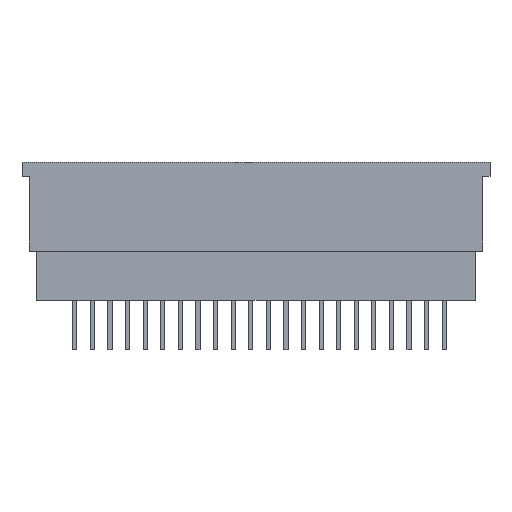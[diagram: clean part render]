
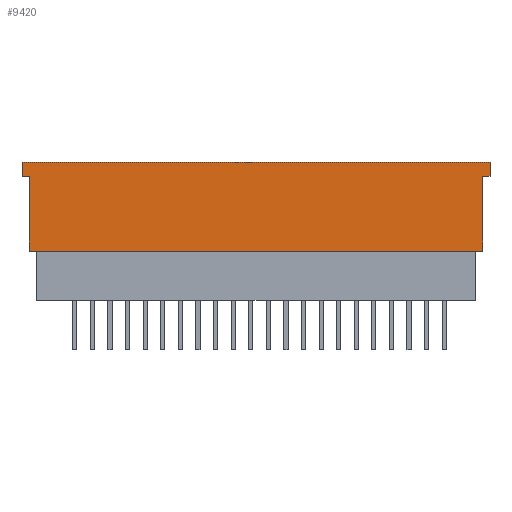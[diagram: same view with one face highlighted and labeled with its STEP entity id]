
A CAD part, front view. The second image highlights one B-rep face of the part: STEP entity #9420.
In plain terms, the highlighted planar face has unit normal (0, -1, 0).
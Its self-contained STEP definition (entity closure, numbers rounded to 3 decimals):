
#165=DIRECTION('',(-1.,0.,0.));
#166=VECTOR('',#165,32.25);
#167=CARTESIAN_POINT('',(16.125,-1.2,0.4));
#168=LINE('',#167,#166);
#1125=DIRECTION('',(0.,0.,-1.));
#1126=VECTOR('',#1125,1.);
#1127=CARTESIAN_POINT('',(16.625,-1.2,6.7));
#1128=LINE('',#1127,#1126);
#1137=DIRECTION('',(1.,0.,0.));
#1138=VECTOR('',#1137,0.5);
#1139=CARTESIAN_POINT('',(-16.625,-1.2,5.7));
#1140=LINE('',#1139,#1138);
#1181=DIRECTION('',(1.,0.,0.));
#1182=VECTOR('',#1181,0.5);
#1183=CARTESIAN_POINT('',(16.125,-1.2,5.7));
#1184=LINE('',#1183,#1182);
#1185=DIRECTION('',(0.,0.,-1.));
#1186=VECTOR('',#1185,5.3);
#1187=CARTESIAN_POINT('',(-16.125,-1.2,5.7));
#1188=LINE('',#1187,#1186);
#1189=DIRECTION('',(0.,0.,-1.));
#1190=VECTOR('',#1189,5.3);
#1191=CARTESIAN_POINT('',(16.125,-1.2,5.7));
#1192=LINE('',#1191,#1190);
#1193=DIRECTION('',(1.,0.,0.));
#1194=VECTOR('',#1193,33.25);
#1195=CARTESIAN_POINT('',(-16.625,-1.2,6.7));
#1196=LINE('',#1195,#1194);
#1213=DIRECTION('',(0.,0.,-1.));
#1214=VECTOR('',#1213,1.);
#1215=CARTESIAN_POINT('',(-16.625,-1.2,6.7));
#1216=LINE('',#1215,#1214);
#6265=CARTESIAN_POINT('',(-16.625,-1.2,5.7));
#6267=VERTEX_POINT('',#6265);
#6271=CARTESIAN_POINT('',(-16.625,-1.2,6.7));
#6272=VERTEX_POINT('',#6271);
#6277=CARTESIAN_POINT('',(16.625,-1.2,6.7));
#6278=CARTESIAN_POINT('',(16.625,-1.2,5.7));
#6279=VERTEX_POINT('',#6277);
#6280=VERTEX_POINT('',#6278);
#6282=CARTESIAN_POINT('',(16.125,-1.2,0.4));
#6284=VERTEX_POINT('',#6282);
#6285=CARTESIAN_POINT('',(-16.125,-1.2,0.4));
#6286=VERTEX_POINT('',#6285);
#6289=CARTESIAN_POINT('',(-16.125,-1.2,5.7));
#6291=VERTEX_POINT('',#6289);
#6293=CARTESIAN_POINT('',(16.125,-1.2,5.7));
#6294=VERTEX_POINT('',#6293);
#9403=CARTESIAN_POINT('',(-16.625,-1.2,6.7));
#9404=DIRECTION('',(0.,-1.,0.));
#9405=DIRECTION('',(0.,0.,-1.));
#9406=AXIS2_PLACEMENT_3D('',#9403,#9404,#9405);
#9407=PLANE('',#9406);
#9408=ORIENTED_EDGE('',*,*,#9384,.F.);
#9410=ORIENTED_EDGE('',*,*,#9409,.T.);
#9411=ORIENTED_EDGE('',*,*,#8287,.T.);
#9412=ORIENTED_EDGE('',*,*,#9396,.F.);
#9413=ORIENTED_EDGE('',*,*,#9331,.F.);
#9415=ORIENTED_EDGE('',*,*,#9414,.F.);
#9416=ORIENTED_EDGE('',*,*,#9214,.T.);
#9417=ORIENTED_EDGE('',*,*,#9301,.T.);
#9418=EDGE_LOOP('',(#9408,#9410,#9411,#9412,#9413,#9415,#9416,#9417));
#9419=FACE_OUTER_BOUND('',#9418,.F.);
#9420=ADVANCED_FACE('',(#9419),#9407,.T.);
#8287=EDGE_CURVE('',#6284,#6286,#168,.T.);
#9214=EDGE_CURVE('',#6272,#6279,#1196,.T.);
#9301=EDGE_CURVE('',#6279,#6280,#1128,.T.);
#9331=EDGE_CURVE('',#6267,#6291,#1140,.T.);
#9384=EDGE_CURVE('',#6294,#6280,#1184,.T.);
#9396=EDGE_CURVE('',#6291,#6286,#1188,.T.);
#9409=EDGE_CURVE('',#6294,#6284,#1192,.T.);
#9414=EDGE_CURVE('',#6272,#6267,#1216,.T.);
